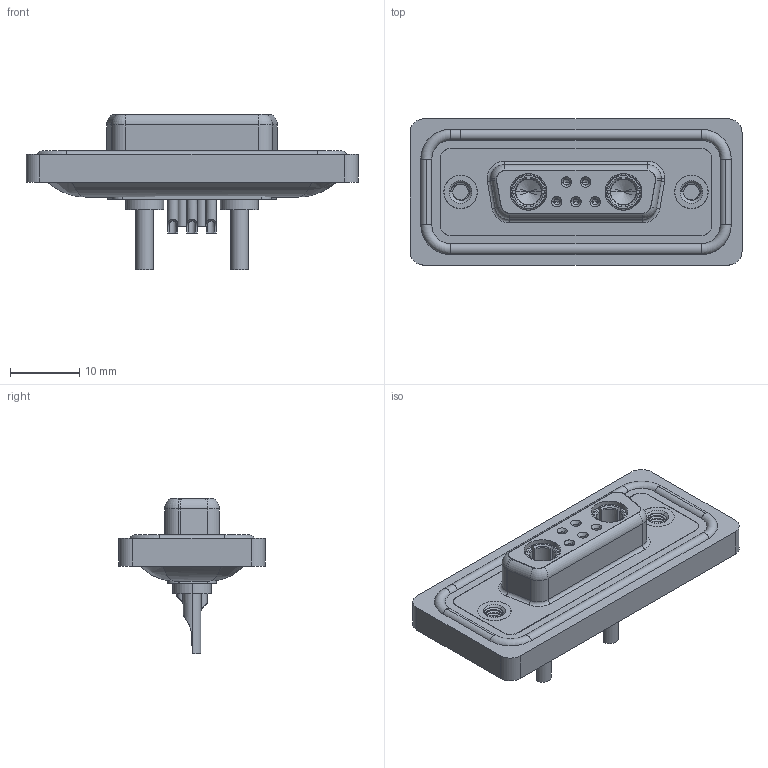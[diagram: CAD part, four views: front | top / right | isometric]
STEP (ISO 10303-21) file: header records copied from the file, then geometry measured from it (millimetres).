
FILE_DESCRIPTION (( 'STEP AP203' ), '1' );
FILE_NAME ('628W7W2-122-1NA.STEP', '2024-03-22T16:35:03', ( '' ), ( '' ), 'SwSTEP 2.0', 'SolidWorks 2023', '' );
FILE_SCHEMA (( 'CONFIG_CONTROL_DESIGN' ));
Length unit declared in the file: millimetre
Products named in the file (9): 628Combo Housing_7W2; 628Combo Contact Row 1_22; 628Combo Waterproof Housing_15 Contacts; 628Combo Contact Row 2_22; Power Socket_10A SC; 628Combo Shell Rear_15 Contacts; 628W7W2-122-1NA; 628Combo Threaded Rivet_A; 628Combo Shell Front_15 Contacts
Assembly tree (13 placements, depth 2):
  628W7W2-122-1NA
    628Combo Housing_7W2
    628Combo Waterproof Housing_15 Contacts
    628Combo Shell Front_15 Contacts
    628Combo Shell Rear_15 Contacts
    628Combo Threaded Rivet_A  x2
    628Combo Contact Row 1_22  x2
    628Combo Contact Row 2_22  x3
    Power Socket_10A SC  x2
Bounding box: 47.9 x 21.1 x 22.45 mm (x, y, z)
Volume: 6084.1 mm3; surface area: 10033 mm2
Topology: 16 solids, 16 shells, 817 faces, 2051 edges, 1282 vertices
Faces by surface type: cylinder 347, plane 252, torus 119, cone 87, bspline 12
Entity records: 20827 total; most frequent: CARTESIAN_POINT 5683, DIRECTION 3109, ORIENTED_EDGE 2866, EDGE_CURVE 1433, AXIS2_PLACEMENT_3D 1254, VERTEX_POINT 908, CIRCLE 661, EDGE_LOOP 655
